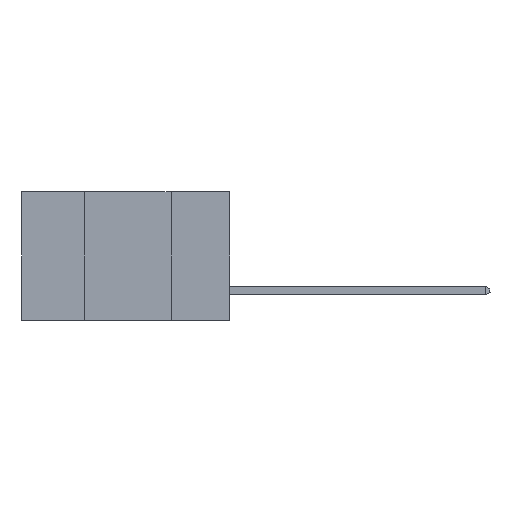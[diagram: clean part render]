
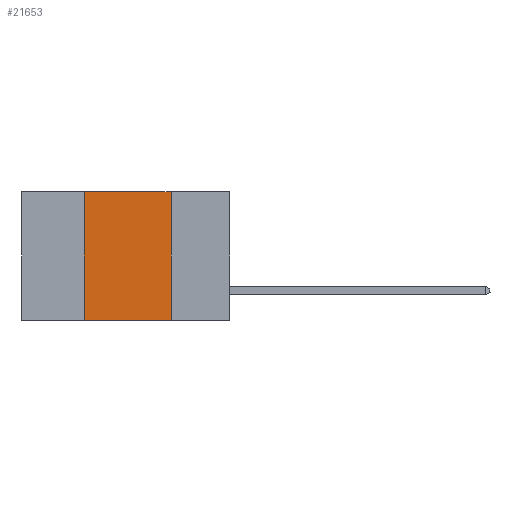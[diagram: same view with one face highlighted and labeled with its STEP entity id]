
A CAD part, left-side view. The second image highlights one B-rep face of the part: STEP entity #21653.
In plain terms, the highlighted planar face has unit normal (-1, 0, 0).
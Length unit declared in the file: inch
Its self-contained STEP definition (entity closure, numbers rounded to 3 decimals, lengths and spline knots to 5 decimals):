
#384 = DIRECTION ( 'NONE',  ( 0., 0., 1. ) ) ;
#1093 = ORIENTED_EDGE ( 'NONE', *, *, #6961, .F. ) ;
#3417 = VECTOR ( 'NONE', #23851, 39.37008 ) ;
#3597 = LINE ( 'NONE', #14046, #15179 ) ;
#3717 = VERTEX_POINT ( 'NONE', #24277 ) ;
#4170 = CARTESIAN_POINT ( 'NONE',  ( 0., 0.17, 0. ) ) ;
#4328 = DIRECTION ( 'NONE',  ( 0., 0., -1. ) ) ;
#6961 = EDGE_CURVE ( 'NONE', #27023, #22899, #3597, .T. ) ;
#7939 = CARTESIAN_POINT ( 'NONE',  ( 0., 0.6, -0.37 ) ) ;
#10806 = VECTOR ( 'NONE', #384, 39.37008 ) ;
#11003 = ORIENTED_EDGE ( 'NONE', *, *, #19649, .F. ) ;
#11211 = CARTESIAN_POINT ( 'NONE',  ( 0., 0.6, 0. ) ) ;
#11511 = LINE ( 'NONE', #27693, #10806 ) ;
#11719 = DIRECTION ( 'NONE',  ( 0., 0., -1. ) ) ;
#12011 = EDGE_LOOP ( 'NONE', ( #1093, #24511, #11003, #20408 ) ) ;
#13314 = CARTESIAN_POINT ( 'NONE',  ( 0., 0.6, 0. ) ) ;
#14046 = CARTESIAN_POINT ( 'NONE',  ( 0., 0.17, 0. ) ) ;
#15179 = VECTOR ( 'NONE', #11719, 39.37008 ) ;
#15654 = DIRECTION ( 'NONE',  ( 0., -1., 0. ) ) ;
#17662 = CARTESIAN_POINT ( 'NONE',  ( 0., 0.17, -0.37 ) ) ;
#18109 = DIRECTION ( 'NONE',  ( 1., 0., 0. ) ) ;
#19306 = AXIS2_PLACEMENT_3D ( 'NONE', #11211, #18109, #4328 ) ;
#19649 = EDGE_CURVE ( 'NONE', #3717, #22421, #11511, .T. ) ;
#20255 = PLANE ( 'NONE',  #19306 ) ;
#20408 = ORIENTED_EDGE ( 'NONE', *, *, #21136, .T. ) ;
#21136 = EDGE_CURVE ( 'NONE', #3717, #22899, #29025, .T. ) ;
#21653 = ADVANCED_FACE ( 'NONE', ( #29342 ), #20255, .F. ) ;
#22421 = VERTEX_POINT ( 'NONE', #29493 ) ;
#22837 = LINE ( 'NONE', #13314, #28036 ) ;
#22899 = VERTEX_POINT ( 'NONE', #17662 ) ;
#23851 = DIRECTION ( 'NONE',  ( 0., -1., 0. ) ) ;
#24277 = CARTESIAN_POINT ( 'NONE',  ( 0., 0.42, -0.37 ) ) ;
#24511 = ORIENTED_EDGE ( 'NONE', *, *, #29001, .F. ) ;
#27023 = VERTEX_POINT ( 'NONE', #4170 ) ;
#27693 = CARTESIAN_POINT ( 'NONE',  ( 0., 0.42, 0. ) ) ;
#28036 = VECTOR ( 'NONE', #15654, 39.37008 ) ;
#29001 = EDGE_CURVE ( 'NONE', #22421, #27023, #22837, .T. ) ;
#29025 = LINE ( 'NONE', #7939, #3417 ) ;
#29342 = FACE_OUTER_BOUND ( 'NONE', #12011, .T. ) ;
#29493 = CARTESIAN_POINT ( 'NONE',  ( 0., 0.42, 0. ) ) ;
